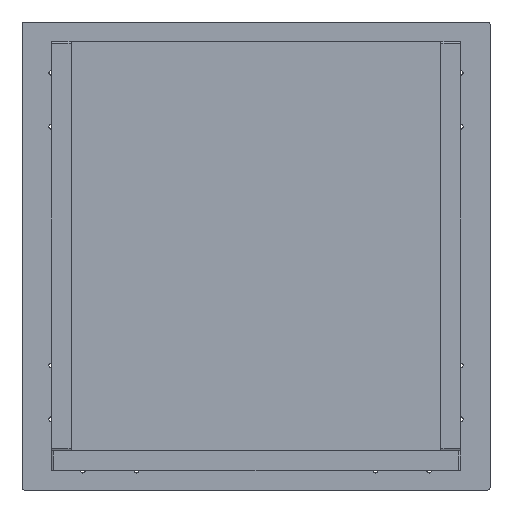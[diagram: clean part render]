
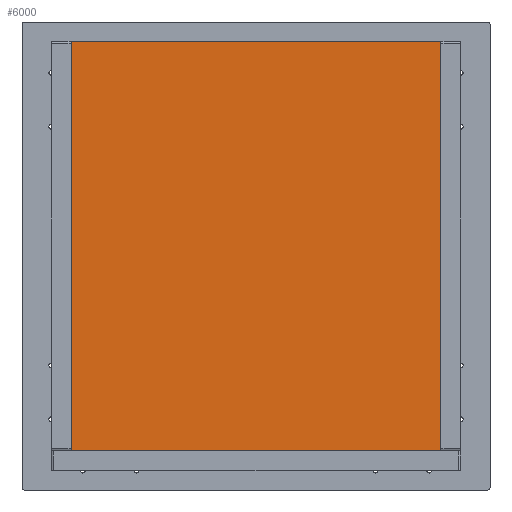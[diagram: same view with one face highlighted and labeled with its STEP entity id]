
A CAD part, front view. The second image highlights one B-rep face of the part: STEP entity #6000.
In plain terms, the highlighted planar face has unit normal (0, -1, 0).
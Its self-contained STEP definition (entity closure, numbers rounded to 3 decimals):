
#149=PLANE('',#6440);
#372=FACE_OUTER_BOUND('',#690,.T.);
#690=EDGE_LOOP('',(#4449,#4450,#4451,#4452,#4453,#4454,#4455,#4456,#4457,
#4458,#4459,#4460,#4461,#4462,#4463,#4464,#4465,#4466,#4467,#4468,#4469,
#4470,#4471,#4472,#4473,#4474,#4475,#4476,#4477,#4478,#4479,#4480));
#1061=LINE('',#9022,#1689);
#1083=LINE('',#9090,#1711);
#1087=LINE('',#9100,#1715);
#1090=LINE('',#9108,#1718);
#1094=LINE('',#9118,#1722);
#1097=LINE('',#9126,#1725);
#1101=LINE('',#9136,#1729);
#1104=LINE('',#9144,#1732);
#1108=LINE('',#9154,#1736);
#1111=LINE('',#9162,#1739);
#1115=LINE('',#9172,#1743);
#1117=LINE('',#9178,#1745);
#1118=LINE('',#9181,#1746);
#1120=LINE('',#9185,#1748);
#1122=LINE('',#9189,#1750);
#1124=LINE('',#9192,#1752);
#1125=LINE('',#9194,#1753);
#1126=LINE('',#9196,#1754);
#1127=LINE('',#9198,#1755);
#1128=LINE('',#9200,#1756);
#1689=VECTOR('',#7203,10.);
#1711=VECTOR('',#7255,10.);
#1715=VECTOR('',#7265,10.);
#1718=VECTOR('',#7274,10.);
#1722=VECTOR('',#7284,10.);
#1725=VECTOR('',#7293,10.);
#1729=VECTOR('',#7303,10.);
#1732=VECTOR('',#7312,10.);
#1736=VECTOR('',#7322,10.);
#1739=VECTOR('',#7331,10.);
#1743=VECTOR('',#7341,10.);
#1745=VECTOR('',#7349,10.);
#1746=VECTOR('',#7352,10.);
#1748=VECTOR('',#7356,10.);
#1750=VECTOR('',#7360,10.);
#1752=VECTOR('',#7364,10.);
#1753=VECTOR('',#7367,10.);
#1754=VECTOR('',#7370,10.);
#1755=VECTOR('',#7373,10.);
#1756=VECTOR('',#7376,10.);
#2254=CIRCLE('',#6385,2.);
#2266=CIRCLE('',#6400,2.);
#2267=CIRCLE('',#6403,2.);
#2268=CIRCLE('',#6406,2.);
#2269=CIRCLE('',#6409,2.);
#2270=CIRCLE('',#6412,2.);
#2271=CIRCLE('',#6415,2.);
#2272=CIRCLE('',#6418,2.);
#2273=CIRCLE('',#6421,2.);
#2274=CIRCLE('',#6424,2.);
#2275=CIRCLE('',#6427,2.);
#2276=CIRCLE('',#6430,2.);
#2583=VERTEX_POINT('',#9012);
#2584=VERTEX_POINT('',#9014);
#2586=VERTEX_POINT('',#9020);
#2616=VERTEX_POINT('',#9084);
#2617=VERTEX_POINT('',#9088);
#2618=VERTEX_POINT('',#9092);
#2619=VERTEX_POINT('',#9094);
#2620=VERTEX_POINT('',#9098);
#2621=VERTEX_POINT('',#9102);
#2622=VERTEX_POINT('',#9106);
#2623=VERTEX_POINT('',#9110);
#2624=VERTEX_POINT('',#9112);
#2625=VERTEX_POINT('',#9116);
#2626=VERTEX_POINT('',#9120);
#2627=VERTEX_POINT('',#9124);
#2628=VERTEX_POINT('',#9128);
#2629=VERTEX_POINT('',#9130);
#2630=VERTEX_POINT('',#9134);
#2631=VERTEX_POINT('',#9138);
#2632=VERTEX_POINT('',#9142);
#2633=VERTEX_POINT('',#9146);
#2634=VERTEX_POINT('',#9148);
#2635=VERTEX_POINT('',#9152);
#2636=VERTEX_POINT('',#9156);
#2637=VERTEX_POINT('',#9160);
#2638=VERTEX_POINT('',#9164);
#2639=VERTEX_POINT('',#9166);
#2640=VERTEX_POINT('',#9170);
#2641=VERTEX_POINT('',#9174);
#2642=VERTEX_POINT('',#9180);
#2643=VERTEX_POINT('',#9184);
#2644=VERTEX_POINT('',#9188);
#3235=EDGE_CURVE('',#2583,#2584,#2254,.T.);
#3239=EDGE_CURVE('',#2583,#2586,#1061,.T.);
#3271=EDGE_CURVE('',#2616,#2586,#2266,.T.);
#3273=EDGE_CURVE('',#2616,#2617,#1083,.T.);
#3275=EDGE_CURVE('',#2618,#2619,#2267,.T.);
#3278=EDGE_CURVE('',#2618,#2620,#1087,.T.);
#3280=EDGE_CURVE('',#2621,#2620,#2268,.T.);
#3282=EDGE_CURVE('',#2621,#2622,#1090,.T.);
#3284=EDGE_CURVE('',#2623,#2624,#2269,.T.);
#3287=EDGE_CURVE('',#2623,#2625,#1094,.T.);
#3289=EDGE_CURVE('',#2626,#2625,#2270,.T.);
#3291=EDGE_CURVE('',#2626,#2627,#1097,.T.);
#3293=EDGE_CURVE('',#2628,#2629,#2271,.T.);
#3296=EDGE_CURVE('',#2628,#2630,#1101,.T.);
#3298=EDGE_CURVE('',#2631,#2630,#2272,.T.);
#3300=EDGE_CURVE('',#2631,#2632,#1104,.T.);
#3302=EDGE_CURVE('',#2633,#2634,#2273,.T.);
#3305=EDGE_CURVE('',#2633,#2635,#1108,.T.);
#3307=EDGE_CURVE('',#2636,#2635,#2274,.T.);
#3309=EDGE_CURVE('',#2636,#2637,#1111,.T.);
#3311=EDGE_CURVE('',#2638,#2639,#2275,.T.);
#3314=EDGE_CURVE('',#2638,#2640,#1115,.T.);
#3316=EDGE_CURVE('',#2641,#2640,#2276,.T.);
#3317=EDGE_CURVE('',#2637,#2584,#1117,.T.);
#3318=EDGE_CURVE('',#2642,#2629,#1118,.T.);
#3320=EDGE_CURVE('',#2643,#2624,#1120,.T.);
#3322=EDGE_CURVE('',#2644,#2619,#1122,.T.);
#3324=EDGE_CURVE('',#2641,#2643,#1124,.T.);
#3325=EDGE_CURVE('',#2632,#2634,#1125,.T.);
#3326=EDGE_CURVE('',#2627,#2642,#1126,.T.);
#3327=EDGE_CURVE('',#2622,#2639,#1127,.T.);
#3328=EDGE_CURVE('',#2617,#2644,#1128,.T.);
#4449=ORIENTED_EDGE('',*,*,#3235,.F.);
#4450=ORIENTED_EDGE('',*,*,#3239,.T.);
#4451=ORIENTED_EDGE('',*,*,#3271,.F.);
#4452=ORIENTED_EDGE('',*,*,#3273,.T.);
#4453=ORIENTED_EDGE('',*,*,#3328,.T.);
#4454=ORIENTED_EDGE('',*,*,#3322,.T.);
#4455=ORIENTED_EDGE('',*,*,#3275,.F.);
#4456=ORIENTED_EDGE('',*,*,#3278,.T.);
#4457=ORIENTED_EDGE('',*,*,#3280,.F.);
#4458=ORIENTED_EDGE('',*,*,#3282,.T.);
#4459=ORIENTED_EDGE('',*,*,#3327,.T.);
#4460=ORIENTED_EDGE('',*,*,#3311,.F.);
#4461=ORIENTED_EDGE('',*,*,#3314,.T.);
#4462=ORIENTED_EDGE('',*,*,#3316,.F.);
#4463=ORIENTED_EDGE('',*,*,#3324,.T.);
#4464=ORIENTED_EDGE('',*,*,#3320,.T.);
#4465=ORIENTED_EDGE('',*,*,#3284,.F.);
#4466=ORIENTED_EDGE('',*,*,#3287,.T.);
#4467=ORIENTED_EDGE('',*,*,#3289,.F.);
#4468=ORIENTED_EDGE('',*,*,#3291,.T.);
#4469=ORIENTED_EDGE('',*,*,#3326,.T.);
#4470=ORIENTED_EDGE('',*,*,#3318,.T.);
#4471=ORIENTED_EDGE('',*,*,#3293,.F.);
#4472=ORIENTED_EDGE('',*,*,#3296,.T.);
#4473=ORIENTED_EDGE('',*,*,#3298,.F.);
#4474=ORIENTED_EDGE('',*,*,#3300,.T.);
#4475=ORIENTED_EDGE('',*,*,#3325,.T.);
#4476=ORIENTED_EDGE('',*,*,#3302,.F.);
#4477=ORIENTED_EDGE('',*,*,#3305,.T.);
#4478=ORIENTED_EDGE('',*,*,#3307,.F.);
#4479=ORIENTED_EDGE('',*,*,#3309,.T.);
#4480=ORIENTED_EDGE('',*,*,#3317,.T.);
#6000=ADVANCED_FACE('',(#372),#149,.T.);
#6385=AXIS2_PLACEMENT_3D('',#9015,#7196,#7197);
#6400=AXIS2_PLACEMENT_3D('',#9086,#7250,#7251);
#6403=AXIS2_PLACEMENT_3D('',#9095,#7259,#7260);
#6406=AXIS2_PLACEMENT_3D('',#9104,#7269,#7270);
#6409=AXIS2_PLACEMENT_3D('',#9113,#7278,#7279);
#6412=AXIS2_PLACEMENT_3D('',#9122,#7288,#7289);
#6415=AXIS2_PLACEMENT_3D('',#9131,#7297,#7298);
#6418=AXIS2_PLACEMENT_3D('',#9140,#7307,#7308);
#6421=AXIS2_PLACEMENT_3D('',#9149,#7316,#7317);
#6424=AXIS2_PLACEMENT_3D('',#9158,#7326,#7327);
#6427=AXIS2_PLACEMENT_3D('',#9167,#7335,#7336);
#6430=AXIS2_PLACEMENT_3D('',#9176,#7345,#7346);
#6440=AXIS2_PLACEMENT_3D('',#9201,#7377,#7378);
#7196=DIRECTION('center_axis',(0.,1.,0.));
#7197=DIRECTION('ref_axis',(0.707,0.,-0.707));
#7203=DIRECTION('',(0.,0.,1.));
#7250=DIRECTION('center_axis',(0.,1.,0.));
#7251=DIRECTION('ref_axis',(0.707,0.,0.707));
#7255=DIRECTION('',(-1.,0.,0.));
#7259=DIRECTION('center_axis',(0.,1.,0.));
#7260=DIRECTION('ref_axis',(0.707,0.,-0.707));
#7265=DIRECTION('',(0.,0.,1.));
#7269=DIRECTION('center_axis',(0.,1.,0.));
#7270=DIRECTION('ref_axis',(0.707,0.,0.707));
#7274=DIRECTION('',(-1.,0.,0.));
#7278=DIRECTION('center_axis',(0.,1.,0.));
#7279=DIRECTION('ref_axis',(-0.707,0.,0.707));
#7284=DIRECTION('',(0.,0.,-1.));
#7288=DIRECTION('center_axis',(0.,1.,0.));
#7289=DIRECTION('ref_axis',(-0.707,0.,-0.707));
#7293=DIRECTION('',(1.,0.,0.));
#7297=DIRECTION('center_axis',(0.,1.,0.));
#7298=DIRECTION('ref_axis',(-0.707,0.,0.707));
#7303=DIRECTION('',(0.,0.,-1.));
#7307=DIRECTION('center_axis',(0.,1.,0.));
#7308=DIRECTION('ref_axis',(-0.707,0.,-0.707));
#7312=DIRECTION('',(1.,0.,0.));
#7316=DIRECTION('center_axis',(0.,1.,0.));
#7317=DIRECTION('ref_axis',(-0.707,0.,-0.707));
#7322=DIRECTION('',(1.,0.,0.));
#7326=DIRECTION('center_axis',(0.,1.,0.));
#7327=DIRECTION('ref_axis',(0.707,0.,-0.707));
#7331=DIRECTION('',(0.,0.,1.));
#7335=DIRECTION('center_axis',(0.,1.,0.));
#7336=DIRECTION('ref_axis',(0.707,0.,0.707));
#7341=DIRECTION('',(-1.,0.,0.));
#7345=DIRECTION('center_axis',(0.,1.,0.));
#7346=DIRECTION('ref_axis',(-0.707,0.,0.707));
#7349=DIRECTION('',(1.,0.,0.));
#7352=DIRECTION('',(-1.,0.,0.));
#7356=DIRECTION('',(-1.,0.,0.));
#7360=DIRECTION('',(1.,0.,0.));
#7364=DIRECTION('',(0.,0.,-1.));
#7367=DIRECTION('',(0.,0.,-1.));
#7370=DIRECTION('',(0.,0.,-1.));
#7373=DIRECTION('',(0.,0.,1.));
#7376=DIRECTION('',(0.,0.,1.));
#7377=DIRECTION('center_axis',(0.,-1.,0.));
#7378=DIRECTION('ref_axis',(0.,0.,-1.));
#9012=CARTESIAN_POINT('',(175.,0.,-148.));
#9014=CARTESIAN_POINT('',(173.,0.,-150.));
#9015=CARTESIAN_POINT('Origin',(173.,0.,-148.));
#9020=CARTESIAN_POINT('',(175.,0.,-102.));
#9022=CARTESIAN_POINT('',(175.,0.,-150.));
#9084=CARTESIAN_POINT('',(173.,0.,-100.));
#9086=CARTESIAN_POINT('Origin',(173.,0.,-102.));
#9088=CARTESIAN_POINT('',(158.,0.,-100.));
#9090=CARTESIAN_POINT('',(175.,0.,-100.));
#9092=CARTESIAN_POINT('',(175.,0.,102.));
#9094=CARTESIAN_POINT('',(173.,0.,100.));
#9095=CARTESIAN_POINT('Origin',(173.,0.,102.));
#9098=CARTESIAN_POINT('',(175.,0.,148.));
#9100=CARTESIAN_POINT('',(175.,0.,100.));
#9102=CARTESIAN_POINT('',(173.,0.,150.));
#9104=CARTESIAN_POINT('Origin',(173.,0.,148.));
#9106=CARTESIAN_POINT('',(158.,0.,150.));
#9108=CARTESIAN_POINT('',(175.,0.,150.));
#9110=CARTESIAN_POINT('',(-175.,0.,148.));
#9112=CARTESIAN_POINT('',(-173.,0.,150.));
#9113=CARTESIAN_POINT('Origin',(-173.,0.,148.));
#9116=CARTESIAN_POINT('',(-175.,0.,102.));
#9118=CARTESIAN_POINT('',(-175.,0.,150.));
#9120=CARTESIAN_POINT('',(-173.,0.,100.));
#9122=CARTESIAN_POINT('Origin',(-173.,0.,102.));
#9124=CARTESIAN_POINT('',(-158.,0.,100.));
#9126=CARTESIAN_POINT('',(-175.,0.,100.));
#9128=CARTESIAN_POINT('',(-175.,0.,-102.));
#9130=CARTESIAN_POINT('',(-173.,0.,-100.));
#9131=CARTESIAN_POINT('Origin',(-173.,0.,-102.));
#9134=CARTESIAN_POINT('',(-175.,0.,-148.));
#9136=CARTESIAN_POINT('',(-175.,0.,-100.));
#9138=CARTESIAN_POINT('',(-173.,0.,-150.));
#9140=CARTESIAN_POINT('Origin',(-173.,0.,-148.));
#9142=CARTESIAN_POINT('',(-158.,0.,-150.));
#9144=CARTESIAN_POINT('',(-175.,0.,-150.));
#9146=CARTESIAN_POINT('',(-156.,0.,-175.));
#9148=CARTESIAN_POINT('',(-158.,0.,-173.));
#9149=CARTESIAN_POINT('Origin',(-156.,0.,-173.));
#9152=CARTESIAN_POINT('',(156.,0.,-175.));
#9154=CARTESIAN_POINT('',(-158.,0.,-175.));
#9156=CARTESIAN_POINT('',(158.,0.,-173.));
#9158=CARTESIAN_POINT('Origin',(156.,0.,-173.));
#9160=CARTESIAN_POINT('',(158.,0.,-150.));
#9162=CARTESIAN_POINT('',(158.,0.,-175.));
#9164=CARTESIAN_POINT('',(156.,0.,175.));
#9166=CARTESIAN_POINT('',(158.,0.,173.));
#9167=CARTESIAN_POINT('Origin',(156.,0.,173.));
#9170=CARTESIAN_POINT('',(-156.,0.,175.));
#9172=CARTESIAN_POINT('',(158.,0.,175.));
#9174=CARTESIAN_POINT('',(-158.,0.,173.));
#9176=CARTESIAN_POINT('Origin',(-156.,0.,173.));
#9178=CARTESIAN_POINT('',(158.,0.,-150.));
#9180=CARTESIAN_POINT('',(-158.,0.,-100.));
#9181=CARTESIAN_POINT('',(-158.,0.,-100.));
#9184=CARTESIAN_POINT('',(-158.,0.,150.));
#9185=CARTESIAN_POINT('',(-158.,0.,150.));
#9188=CARTESIAN_POINT('',(158.,0.,100.));
#9189=CARTESIAN_POINT('',(158.,0.,100.));
#9192=CARTESIAN_POINT('',(-158.,0.,175.));
#9194=CARTESIAN_POINT('',(-158.,0.,175.));
#9196=CARTESIAN_POINT('',(-158.,0.,175.));
#9198=CARTESIAN_POINT('',(158.,0.,-175.));
#9200=CARTESIAN_POINT('',(158.,0.,-175.));
#9201=CARTESIAN_POINT('Origin',(0.,0.,0.));
